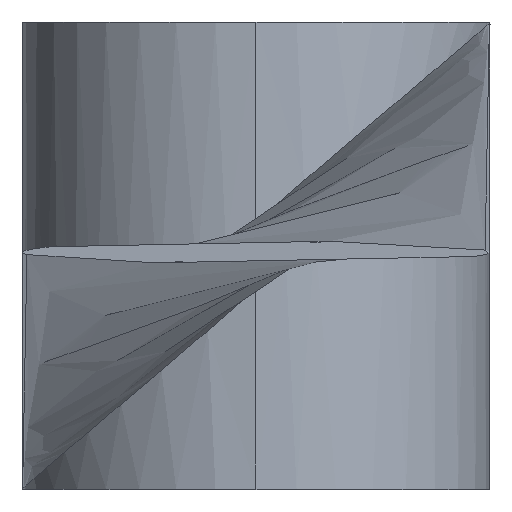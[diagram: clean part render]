
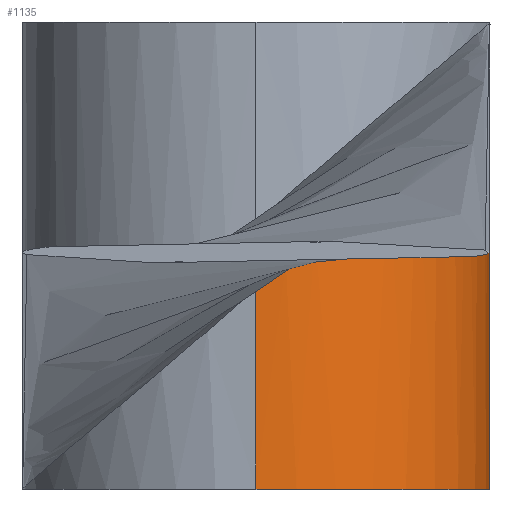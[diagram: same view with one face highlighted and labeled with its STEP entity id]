
A CAD part, top view. The second image highlights one B-rep face of the part: STEP entity #1135.
In plain terms, the highlighted cylindrical face has radius 5 mm (diameter 10 mm), a partial arc.
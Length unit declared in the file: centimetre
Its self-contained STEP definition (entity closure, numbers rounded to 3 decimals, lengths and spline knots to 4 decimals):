
#3 = CARTESIAN_POINT ( 'NONE',  ( 0.2056, 0.6175, 0.4568 ) ) ;
#10 = ORIENTED_EDGE ( 'NONE', *, *, #67, .T. ) ;
#11 = VERTEX_POINT ( 'NONE', #562 ) ;
#67 = EDGE_CURVE ( 'NONE', #1061, #1092, #890, .T. ) ;
#86 = CARTESIAN_POINT ( 'NONE',  ( 0.3787, 0.8006, 0.3281 ) ) ;
#89 = CARTESIAN_POINT ( 'NONE',  ( 0.4942, 0.9687, 0.0786 ) ) ;
#98 = CARTESIAN_POINT ( 'NONE',  ( 0.0612, 0.4824, 0.5 ) ) ;
#105 = EDGE_CURVE ( 'NONE', #1092, #302, #657, .T. ) ;
#114 = DIRECTION ( 'NONE',  ( 0., 1., 0. ) ) ;
#121 = CARTESIAN_POINT ( 'NONE',  ( 0.2332, 0.3547, -0.4433 ) ) ;
#124 = B_SPLINE_CURVE_WITH_KNOTS ( 'NONE', 3,
 ( #816, #741, #653, #745, #392, #1098, #1091, #291, #994, #475, #466, #294, #1095, #121, #209, #212, #655, #558, #384, #478 ),
 .UNSPECIFIED., .F., .F.,
 ( 4, 2, 2, 2, 2, 2, 2, 2, 2, 4 ),
 ( 0., 0.0006, 0.0012, 0.0025, 0.0037, 0.0049, 0.0062, 0.0074, 0.0086, 0.0099 ),
 .UNSPECIFIED. ) ;
#125 = EDGE_CURVE ( 'NONE', #11, #1061, #188, .T. ) ;
#167 = CARTESIAN_POINT ( 'NONE',  ( 0.5, 0.9878, 0.0205 ) ) ;
#175 = CARTESIAN_POINT ( 'NONE',  ( 0.4655, 0.915, 0.1857 ) ) ;
#180 = CARTESIAN_POINT ( 'NONE',  ( 0.31, 0.7237, 0.3935 ) ) ;
#188 = LINE ( 'NONE', #753, #395 ) ;
#202 = EDGE_CURVE ( 'NONE', #590, #835, #510, .T. ) ;
#206 = VERTEX_POINT ( 'NONE', #947 ) ;
#209 = CARTESIAN_POINT ( 'NONE',  ( 0.2056, 0.3818, -0.4568 ) ) ;
#212 = CARTESIAN_POINT ( 'NONE',  ( 0.1492, 0.4357, -0.4782 ) ) ;
#233 = ORIENTED_EDGE ( 'NONE', *, *, #202, .F. ) ;
#245 = ORIENTED_EDGE ( 'NONE', *, *, #105, .T. ) ;
#266 = CARTESIAN_POINT ( 'NONE',  ( 0., 0., 0.5 ) ) ;
#275 = ORIENTED_EDGE ( 'NONE', *, *, #125, .T. ) ;
#287 = AXIS2_PLACEMENT_3D ( 'NONE', #497, #408, #1018 ) ;
#291 = CARTESIAN_POINT ( 'NONE',  ( 0.4358, 0.1275, -0.2475 ) ) ;
#294 = CARTESIAN_POINT ( 'NONE',  ( 0.3104, 0.2753, -0.3932 ) ) ;
#302 = VERTEX_POINT ( 'NONE', #982 ) ;
#325 = DIRECTION ( 'NONE',  ( 0., -1., 0. ) ) ;
#331 = ORIENTED_EDGE ( 'NONE', *, *, #1100, .F. ) ;
#360 = CARTESIAN_POINT ( 'NONE',  ( 0.2852, 0.6976, 0.4118 ) ) ;
#378 = CARTESIAN_POINT ( 'NONE',  ( 0., 1., 0. ) ) ;
#379 = CARTESIAN_POINT ( 'NONE',  ( 0., 1., 0. ) ) ;
#384 = CARTESIAN_POINT ( 'NONE',  ( 0.0304, 0.544, -0.5 ) ) ;
#392 = CARTESIAN_POINT ( 'NONE',  ( 0.4908, 0.0391, -0.0974 ) ) ;
#395 = VECTOR ( 'NONE', #325, 100. ) ;
#408 = DIRECTION ( 'NONE',  ( 0., 1., 0. ) ) ;
#410 = FACE_OUTER_BOUND ( 'NONE', #906, .T. ) ;
#415 = VERTEX_POINT ( 'NONE', #458 ) ;
#440 = DIRECTION ( 'NONE',  ( 0., 1., 0. ) ) ;
#458 = CARTESIAN_POINT ( 'NONE',  ( 0.5, 1., 0. ) ) ;
#460 = DIRECTION ( 'NONE',  ( 0., 0., -1. ) ) ;
#461 = ORIENTED_EDGE ( 'NONE', *, *, #1112, .T. ) ;
#466 = CARTESIAN_POINT ( 'NONE',  ( 0.3569, 0.2242, -0.3516 ) ) ;
#475 = CARTESIAN_POINT ( 'NONE',  ( 0.3786, 0.1991, -0.3282 ) ) ;
#478 = CARTESIAN_POINT ( 'NONE',  ( 0., 0.5708, -0.5 ) ) ;
#480 = VECTOR ( 'NONE', #1113, 100. ) ;
#497 = CARTESIAN_POINT ( 'NONE',  ( 0., 0., 0. ) ) ;
#504 = B_SPLINE_CURVE_WITH_KNOTS ( 'NONE', 3,
 ( #534, #167, #531, #89, #706, #709, #175, #871, #956, #86, #1159, #180, #360, #538, #3, #627, #98, #868 ),
 .UNSPECIFIED., .F., .F.,
 ( 4, 2, 2, 2, 2, 2, 2, 2, 4 ),
 ( 0., 0.0006, 0.0012, 0.0025, 0.0037, 0.0049, 0.0062, 0.0074, 0.0099 ),
 .UNSPECIFIED. ) ;
#510 = LINE ( 'NONE', #517, #943 ) ;
#517 = CARTESIAN_POINT ( 'NONE',  ( 0., 1., -0.5 ) ) ;
#531 = CARTESIAN_POINT ( 'NONE',  ( 0.4987, 0.982, 0.0403 ) ) ;
#534 = CARTESIAN_POINT ( 'NONE',  ( 0.5, 0.99, 0. ) ) ;
#538 = CARTESIAN_POINT ( 'NONE',  ( 0.2331, 0.6446, 0.4434 ) ) ;
#558 = CARTESIAN_POINT ( 'NONE',  ( 0.0609, 0.5167, -0.4972 ) ) ;
#562 = CARTESIAN_POINT ( 'NONE',  ( 0., 0.4286, 0.5 ) ) ;
#566 = AXIS2_PLACEMENT_3D ( 'NONE', #378, #114, #986 ) ;
#590 = VERTEX_POINT ( 'NONE', #656 ) ;
#601 = LINE ( 'NONE', #713, #915 ) ;
#616 = CARTESIAN_POINT ( 'NONE',  ( 0.5, 0., 0. ) ) ;
#627 = CARTESIAN_POINT ( 'NONE',  ( 0.1204, 0.5361, 0.4891 ) ) ;
#653 = CARTESIAN_POINT ( 'NONE',  ( 0.4987, 0.018, -0.0403 ) ) ;
#655 = CARTESIAN_POINT ( 'NONE',  ( 0.1202, 0.4627, -0.4863 ) ) ;
#656 = CARTESIAN_POINT ( 'NONE',  ( 0., 1., -0.5 ) ) ;
#657 = LINE ( 'NONE', #927, #480 ) ;
#706 = CARTESIAN_POINT ( 'NONE',  ( 0.4908, 0.9608, 0.0973 ) ) ;
#709 = CARTESIAN_POINT ( 'NONE',  ( 0.4779, 0.9352, 0.1517 ) ) ;
#713 = CARTESIAN_POINT ( 'NONE',  ( 0.5, 1., 0. ) ) ;
#721 = DIRECTION ( 'NONE',  ( 0., -1., 0. ) ) ;
#741 = CARTESIAN_POINT ( 'NONE',  ( 0.5, 0.0121, -0.0205 ) ) ;
#745 = CARTESIAN_POINT ( 'NONE',  ( 0.4942, 0.0313, -0.0786 ) ) ;
#753 = CARTESIAN_POINT ( 'NONE',  ( 0., 1., 0.5 ) ) ;
#762 = AXIS2_PLACEMENT_3D ( 'NONE', #379, #721, #460 ) ;
#786 = CIRCLE ( 'NONE', #566, 0.5 ) ;
#816 = CARTESIAN_POINT ( 'NONE',  ( 0.5, 0.01, 0. ) ) ;
#835 = VERTEX_POINT ( 'NONE', #873 ) ;
#868 = CARTESIAN_POINT ( 'NONE',  ( 0., 0.4286, 0.5 ) ) ;
#871 = CARTESIAN_POINT ( 'NONE',  ( 0.4356, 0.8719, 0.2479 ) ) ;
#872 = EDGE_CURVE ( 'NONE', #302, #835, #124, .T. ) ;
#873 = CARTESIAN_POINT ( 'NONE',  ( 0., 0.5708, -0.5 ) ) ;
#874 = DIRECTION ( 'NONE',  ( 0., -1., 0. ) ) ;
#890 = CIRCLE ( 'NONE', #287, 0.5 ) ;
#906 = EDGE_LOOP ( 'NONE', ( #461, #275, #10, #245, #1153, #233, #946, #331 ) ) ;
#915 = VECTOR ( 'NONE', #440, 100. ) ;
#916 = EDGE_CURVE ( 'NONE', #415, #590, #786, .T. ) ;
#927 = CARTESIAN_POINT ( 'NONE',  ( 0.5, 1., 0. ) ) ;
#941 = CYLINDRICAL_SURFACE ( 'NONE', #762, 0.5 ) ;
#943 = VECTOR ( 'NONE', #874, 100. ) ;
#946 = ORIENTED_EDGE ( 'NONE', *, *, #916, .F. ) ;
#947 = CARTESIAN_POINT ( 'NONE',  ( 0.5, 0.99, 0. ) ) ;
#956 = CARTESIAN_POINT ( 'NONE',  ( 0.4181, 0.8489, 0.2762 ) ) ;
#982 = CARTESIAN_POINT ( 'NONE',  ( 0.5, 0.01, 0. ) ) ;
#986 = DIRECTION ( 'NONE',  ( 0., 0., 1. ) ) ;
#994 = CARTESIAN_POINT ( 'NONE',  ( 0.4183, 0.1505, -0.2759 ) ) ;
#1018 = DIRECTION ( 'NONE',  ( 0., 0., 1. ) ) ;
#1061 = VERTEX_POINT ( 'NONE', #266 ) ;
#1091 = CARTESIAN_POINT ( 'NONE',  ( 0.4656, 0.0847, -0.1856 ) ) ;
#1092 = VERTEX_POINT ( 'NONE', #616 ) ;
#1095 = CARTESIAN_POINT ( 'NONE',  ( 0.2856, 0.3014, -0.4115 ) ) ;
#1098 = CARTESIAN_POINT ( 'NONE',  ( 0.4779, 0.0646, -0.1517 ) ) ;
#1100 = EDGE_CURVE ( 'NONE', #206, #415, #601, .T. ) ;
#1112 = EDGE_CURVE ( 'NONE', #206, #11, #504, .T. ) ;
#1113 = DIRECTION ( 'NONE',  ( 0., 1., 0. ) ) ;
#1135 = ADVANCED_FACE ( 'NONE', ( #410 ), #941, .T. ) ;
#1153 = ORIENTED_EDGE ( 'NONE', *, *, #872, .T. ) ;
#1159 = CARTESIAN_POINT ( 'NONE',  ( 0.3567, 0.7751, 0.3518 ) ) ;
